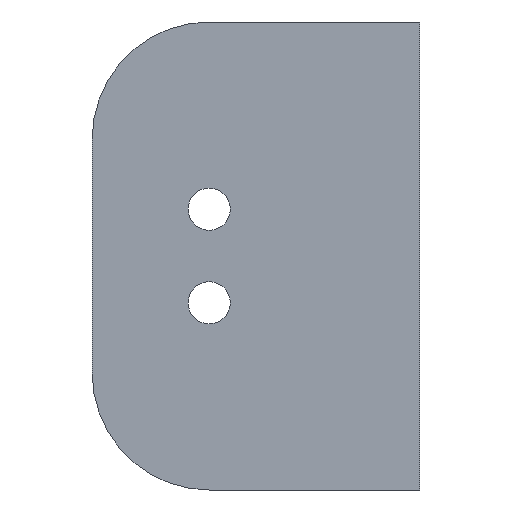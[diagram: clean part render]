
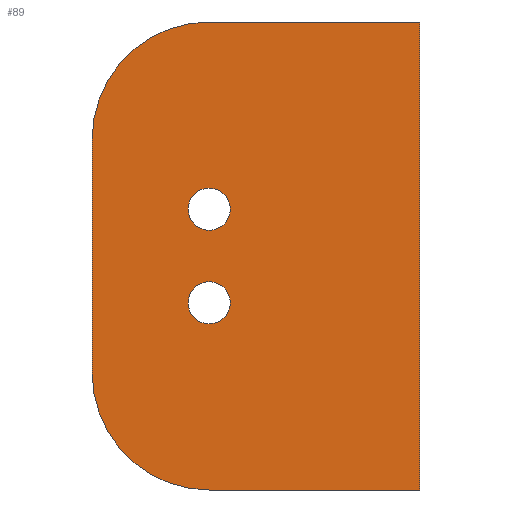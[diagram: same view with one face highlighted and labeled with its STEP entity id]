
A CAD part, left-side view. The second image highlights one B-rep face of the part: STEP entity #89.
In plain terms, the highlighted planar face has unit normal (-1, 0, 0).
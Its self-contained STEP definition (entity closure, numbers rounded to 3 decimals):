
#1 = FACE_BOUND ( 'NONE', #67, .T. ) ;
#23 = ORIENTED_EDGE ( 'NONE', *, *, #106, .T. ) ;
#24 = LINE ( 'NONE', #1032, #1319 ) ;
#26 = DIRECTION ( 'NONE',  ( 1., 0., 0. ) ) ;
#28 = VERTEX_POINT ( 'NONE', #236 ) ;
#31 = EDGE_CURVE ( 'NONE', #251, #1306, #1001, .T. ) ;
#41 = LINE ( 'NONE', #1589, #561 ) ;
#63 = DIRECTION ( 'NONE',  ( 0., 0., -1. ) ) ;
#67 = EDGE_LOOP ( 'NONE', ( #558, #1460 ) ) ;
#72 = CARTESIAN_POINT ( 'NONE',  ( -80.5, 28., 10. ) ) ;
#89 = ADVANCED_FACE ( 'NONE', ( #1112, #1, #1366 ), #712, .F. ) ;
#104 = DIRECTION ( 'NONE',  ( 0., 0., -1. ) ) ;
#106 = EDGE_CURVE ( 'NONE', #404, #28, #1265, .T. ) ;
#108 = ORIENTED_EDGE ( 'NONE', *, *, #798, .T. ) ;
#140 = EDGE_CURVE ( 'NONE', #1655, #1376, #538, .T. ) ;
#149 = ORIENTED_EDGE ( 'NONE', *, *, #156, .F. ) ;
#156 = EDGE_CURVE ( 'NONE', #171, #1609, #654, .T. ) ;
#171 = VERTEX_POINT ( 'NONE', #510 ) ;
#183 = DIRECTION ( 'NONE',  ( 0., 0., -1. ) ) ;
#215 = AXIS2_PLACEMENT_3D ( 'NONE', #346, #479, #596 ) ;
#229 = DIRECTION ( 'NONE',  ( 1., 0., 0. ) ) ;
#236 = CARTESIAN_POINT ( 'NONE',  ( -80.5, 18., 2.2 ) ) ;
#251 = VERTEX_POINT ( 'NONE', #262 ) ;
#262 = CARTESIAN_POINT ( 'NONE',  ( -80.5, 18., -20. ) ) ;
#266 = CARTESIAN_POINT ( 'NONE',  ( -80.5, 18., -4. ) ) ;
#311 = CARTESIAN_POINT ( 'NONE',  ( -80.5, 18., -5.8 ) ) ;
#325 = CIRCLE ( 'NONE', #1618, 10. ) ;
#339 = CARTESIAN_POINT ( 'NONE',  ( -80.5, 8., -20. ) ) ;
#346 = CARTESIAN_POINT ( 'NONE',  ( -80.5, 8., 20. ) ) ;
#404 = VERTEX_POINT ( 'NONE', #702 ) ;
#405 = CIRCLE ( 'NONE', #1567, 1.8 ) ;
#429 = VECTOR ( 'NONE', #1274, 1000. ) ;
#468 = ORIENTED_EDGE ( 'NONE', *, *, #1081, .F. ) ;
#479 = DIRECTION ( 'NONE',  ( 1., 0., 0. ) ) ;
#510 = CARTESIAN_POINT ( 'NONE',  ( -80.5, 28., -10. ) ) ;
#532 = CARTESIAN_POINT ( 'NONE',  ( -80.5, 28., -20. ) ) ;
#538 = CIRCLE ( 'NONE', #1347, 1.8 ) ;
#558 = ORIENTED_EDGE ( 'NONE', *, *, #1120, .T. ) ;
#561 = VECTOR ( 'NONE', #1057, 1000. ) ;
#596 = DIRECTION ( 'NONE',  ( 0., 0., -1. ) ) ;
#597 = CARTESIAN_POINT ( 'NONE',  ( -80.5, 0., -20. ) ) ;
#628 = DIRECTION ( 'NONE',  ( 0., 0., -1. ) ) ;
#654 = LINE ( 'NONE', #532, #912 ) ;
#675 = ORIENTED_EDGE ( 'NONE', *, *, #744, .T. ) ;
#697 = ORIENTED_EDGE ( 'NONE', *, *, #1570, .T. ) ;
#702 = CARTESIAN_POINT ( 'NONE',  ( -80.5, 18., 5.8 ) ) ;
#712 = PLANE ( 'NONE',  #215 ) ;
#744 = EDGE_CURVE ( 'NONE', #1226, #1609, #1078, .T. ) ;
#788 = CARTESIAN_POINT ( 'NONE',  ( -80.5, 18., -4. ) ) ;
#798 = EDGE_CURVE ( 'NONE', #171, #251, #325, .T. ) ;
#801 = DIRECTION ( 'NONE',  ( -1., 0., 0. ) ) ;
#819 = VERTEX_POINT ( 'NONE', #959 ) ;
#841 = DIRECTION ( 'NONE',  ( 0., 0., -1. ) ) ;
#844 = EDGE_CURVE ( 'NONE', #1306, #819, #41, .T. ) ;
#858 = CARTESIAN_POINT ( 'NONE',  ( -80.5, 18., -2.2 ) ) ;
#865 = CARTESIAN_POINT ( 'NONE',  ( -80.5, 18., 4. ) ) ;
#912 = VECTOR ( 'NONE', #1297, 1000. ) ;
#959 = CARTESIAN_POINT ( 'NONE',  ( -80.5, 0., 20. ) ) ;
#962 = DIRECTION ( 'NONE',  ( 1., 0., 0. ) ) ;
#971 = AXIS2_PLACEMENT_3D ( 'NONE', #1608, #962, #841 ) ;
#1001 = LINE ( 'NONE', #339, #429 ) ;
#1031 = EDGE_LOOP ( 'NONE', ( #23, #697 ) ) ;
#1032 = CARTESIAN_POINT ( 'NONE',  ( -80.5, 8., 20. ) ) ;
#1057 = DIRECTION ( 'NONE',  ( 0., 0., 1. ) ) ;
#1078 = CIRCLE ( 'NONE', #1643, 10. ) ;
#1081 = EDGE_CURVE ( 'NONE', #1226, #819, #24, .T. ) ;
#1082 = DIRECTION ( 'NONE',  ( -1., 0., 0. ) ) ;
#1086 = CARTESIAN_POINT ( 'NONE',  ( -80.5, 18., 20. ) ) ;
#1097 = ORIENTED_EDGE ( 'NONE', *, *, #844, .T. ) ;
#1112 = FACE_BOUND ( 'NONE', #1031, .T. ) ;
#1120 = EDGE_CURVE ( 'NONE', #1376, #1655, #405, .T. ) ;
#1205 = CARTESIAN_POINT ( 'NONE',  ( -80.5, 18., -10. ) ) ;
#1220 = EDGE_LOOP ( 'NONE', ( #149, #108, #1585, #1097, #468, #675 ) ) ;
#1226 = VERTEX_POINT ( 'NONE', #1086 ) ;
#1265 = CIRCLE ( 'NONE', #1482, 1.8 ) ;
#1274 = DIRECTION ( 'NONE',  ( 0., -1., 0. ) ) ;
#1297 = DIRECTION ( 'NONE',  ( 0., 0., 1. ) ) ;
#1306 = VERTEX_POINT ( 'NONE', #597 ) ;
#1310 = CARTESIAN_POINT ( 'NONE',  ( -80.5, 18., 10. ) ) ;
#1319 = VECTOR ( 'NONE', #1523, 1000. ) ;
#1347 = AXIS2_PLACEMENT_3D ( 'NONE', #788, #26, #1571 ) ;
#1366 = FACE_OUTER_BOUND ( 'NONE', #1220, .T. ) ;
#1376 = VERTEX_POINT ( 'NONE', #858 ) ;
#1460 = ORIENTED_EDGE ( 'NONE', *, *, #140, .T. ) ;
#1482 = AXIS2_PLACEMENT_3D ( 'NONE', #865, #229, #104 ) ;
#1489 = CIRCLE ( 'NONE', #971, 1.8 ) ;
#1523 = DIRECTION ( 'NONE',  ( 0., -1., 0. ) ) ;
#1545 = DIRECTION ( 'NONE',  ( 1., 0., 0. ) ) ;
#1567 = AXIS2_PLACEMENT_3D ( 'NONE', #266, #1545, #628 ) ;
#1570 = EDGE_CURVE ( 'NONE', #28, #404, #1489, .T. ) ;
#1571 = DIRECTION ( 'NONE',  ( 0., 0., -1. ) ) ;
#1585 = ORIENTED_EDGE ( 'NONE', *, *, #31, .T. ) ;
#1589 = CARTESIAN_POINT ( 'NONE',  ( -80.5, 0., 20. ) ) ;
#1608 = CARTESIAN_POINT ( 'NONE',  ( -80.5, 18., 4. ) ) ;
#1609 = VERTEX_POINT ( 'NONE', #72 ) ;
#1618 = AXIS2_PLACEMENT_3D ( 'NONE', #1205, #1082, #63 ) ;
#1643 = AXIS2_PLACEMENT_3D ( 'NONE', #1310, #801, #183 ) ;
#1655 = VERTEX_POINT ( 'NONE', #311 ) ;
